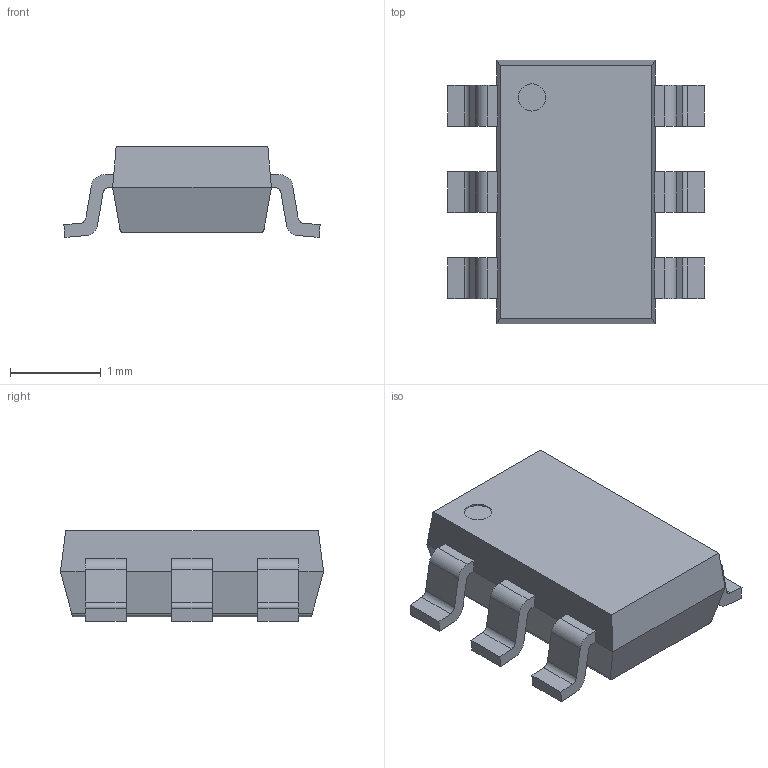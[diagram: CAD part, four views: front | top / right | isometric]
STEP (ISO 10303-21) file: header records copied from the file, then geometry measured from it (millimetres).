
FILE_DESCRIPTION(('FreeCAD Model'),'2;1');
FILE_NAME('User Library-TSOT-23-6(S6).step', '2018-05-28T11:37:07',('kicad StepUp'),('ksu MCAD'), 'Open CASCADE STEP processor 7.2','FreeCAD','Unknown');
FILE_SCHEMA(('AUTOMOTIVE_DESIGN_CC2 { 1 2 10303 214 -1 1 5 4 }'));
Length unit declared in the file: millimetre
Products named in the file (1): User_Library-TSOT-23-6(S6)
Bounding box: 2.82 x 2.9 x 1 mm (x, y, z)
Volume: 4.8 mm3; surface area: 24 mm2
Topology: 1 solids, 1 shells, 93 faces, 254 edges, 164 vertices
Faces by surface type: plane 65, cylinder 28
Entity records: 3577 total; most frequent: CARTESIAN_POINT 524, ORIENTED_EDGE 508, DIRECTION 490, EDGE_CURVE 254, LINE 198, VECTOR 198, VERTEX_POINT 164, AXIS2_PLACEMENT_3D 146
